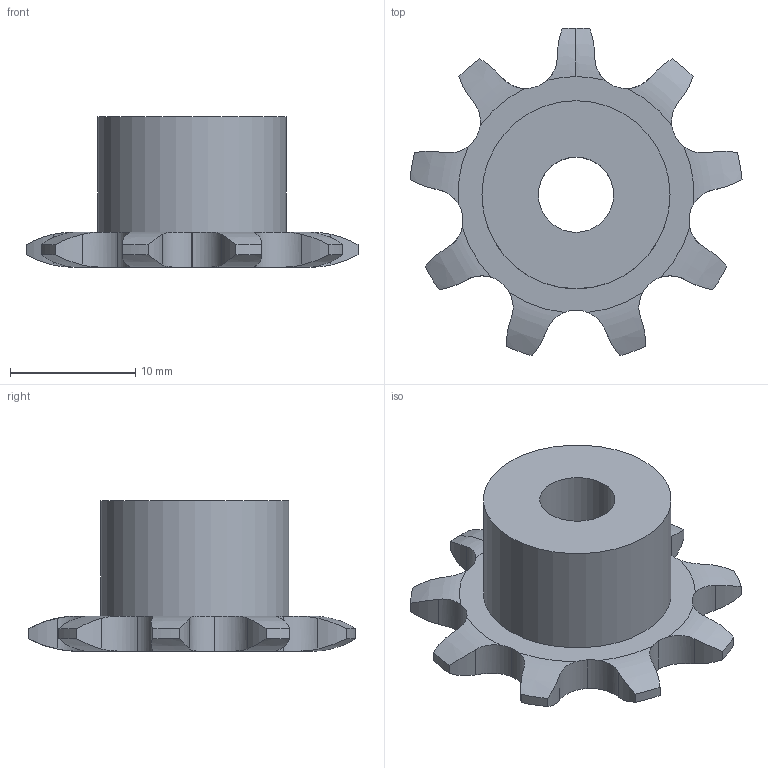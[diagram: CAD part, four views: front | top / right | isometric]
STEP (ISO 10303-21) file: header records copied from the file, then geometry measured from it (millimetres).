
FILE_DESCRIPTION(('FreeCAD Model'),'2;1');
FILE_NAME('Open CASCADE Shape Model','2021-03-07T18:26:21',( 'Simone Bignetti'),(''),'Open CASCADE STEP processor 7.4','FreeCAD', 'Unknown');
FILE_SCHEMA(('AUTOMOTIVE_DESIGN { 1 0 10303 214 1 1 1 1 }'));
Length unit declared in the file: millimetre
Products named in the file (1): Hole
Bounding box: 26.49 x 26.13 x 12 mm (x, y, z)
Volume: 2299.1 mm3; surface area: 1616.2 mm2
Topology: 1 solids, 1 shells, 71 faces, 220 edges, 153 vertices
Faces by surface type: cylinder 47, revolution 20, plane 4
Full cylindrical faces by diameter (mm): 6 x1, 15 x1
Entity records: 7662 total; most frequent: CARTESIAN_POINT 3623, DIRECTION 670, ORIENTED_EDGE 440, PCURVE 440, DEFINITIONAL_REPRESENTATION 440, LINE 263, VECTOR 263, EDGE_CURVE 220
